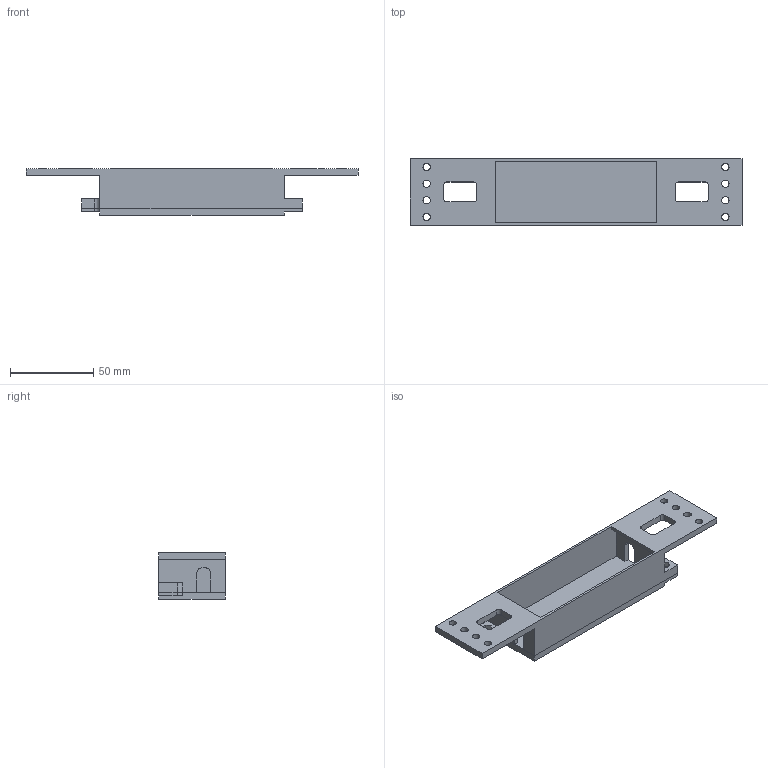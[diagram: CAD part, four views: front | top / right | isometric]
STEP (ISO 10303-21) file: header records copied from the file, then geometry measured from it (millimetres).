
FILE_DESCRIPTION(/* description */ (''),/* implementation_level */ '2;1');
FILE_NAME(/* name */ 'USB Hub Mount v6.step',/* time_stamp */ '2020-02-23T00:01:06+01:00',/* author */ (''),/* organization */ (''),/* preprocessor_version */ 'ST-DEVELOPER v18',/* originating_system */ 'Autodesk Translation Framework v8.12.0.6',/* authorisation */ '');
FILE_SCHEMA (('AUTOMOTIVE_DESIGN { 1 0 10303 214 3 1 1 }'));
Length unit declared in the file: millimetre
Products named in the file (4): USB Hub Mount; Hub Mount; Front; Back plate
Assembly tree (3 placements, depth 3):
  USB Hub Mount
    Hub Mount
      Front
      Back plate
Bounding box: 200 x 40 x 28 mm (x, y, z)
Volume: 36637.6 mm3; surface area: 35078.7 mm2
Topology: 2 solids, 2 shells, 102 faces, 290 edges, 194 vertices
Faces by surface type: plane 70, cylinder 32
Full cylindrical faces by diameter (mm): 3.5 x4, 4.4 x8
Entity records: 3504 total; most frequent: CARTESIAN_POINT 594, ORIENTED_EDGE 580, DIRECTION 576, EDGE_CURVE 290, LINE 224, VECTOR 224, VERTEX_POINT 194, AXIS2_PLACEMENT_3D 176
